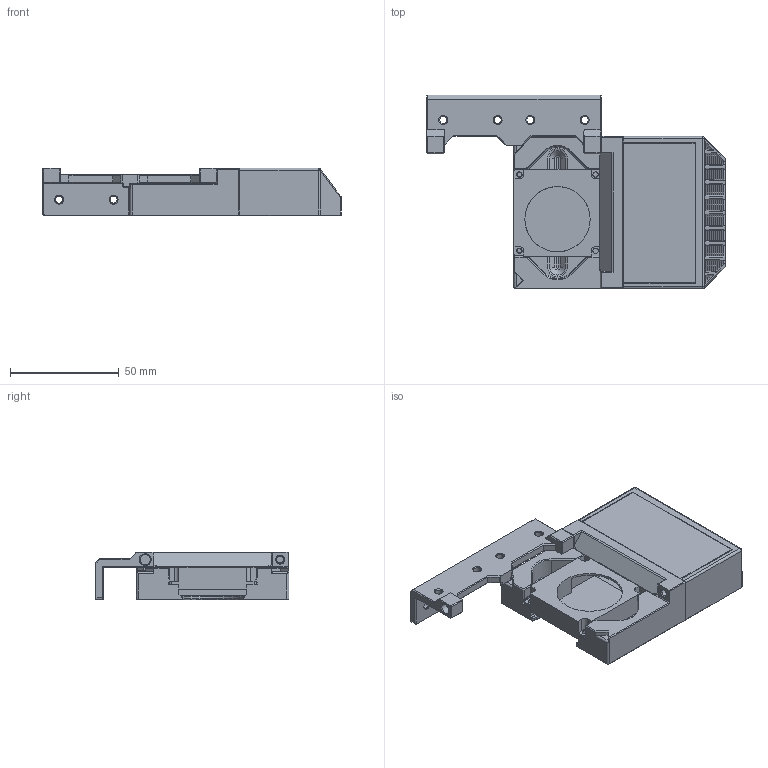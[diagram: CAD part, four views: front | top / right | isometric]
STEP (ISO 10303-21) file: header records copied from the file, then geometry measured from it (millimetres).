
FILE_DESCRIPTION(/* description */ (''),/* implementation_level */ '2;1');
FILE_NAME(/* name */ 'zerofilter_2021-12-16.step',/* time_stamp */ '2021-12-16T12:46:56+01:00',/* author */ (''),/* organization */ (''),/* preprocessor_version */ 'ST-DEVELOPER v18.1',/* originating_system */ 'Autodesk Translation Framework v10.10.0.1391',/* authorisation */ '');
FILE_SCHEMA (('AUTOMOTIVE_DESIGN { 1 0 10303 214 3 1 1 }'));
Length unit declared in the file: millimetre
Products named in the file (3): Zerofilter; 4010_blower_fan; Rear Brace
Assembly tree (2 placements, depth 2):
  Zerofilter
    4010_blower_fan
    Rear Brace
Bounding box: 137 x 89 x 22 mm (x, y, z)
Volume: 62338.5 mm3; surface area: 48757.5 mm2
Topology: 5 solids, 5 shells, 1465 faces, 4351 edges, 2793 vertices
Faces by surface type: plane 1105, cylinder 177, bspline 88, cone 81, torus 8, sphere 6
Full cylindrical faces by diameter (mm): 2 x2, 2.5 x6, 3 x2, 3.3 x10, 4.7 x2, 6 x2, 6.2 x8, 30 x1
Entity records: 51250 total; most frequent: CARTESIAN_POINT 11651, ORIENTED_EDGE 8702, DIRECTION 7368, EDGE_CURVE 4351, LINE 3644, VECTOR 3644, VERTEX_POINT 2793, AXIS2_PLACEMENT_3D 1862
